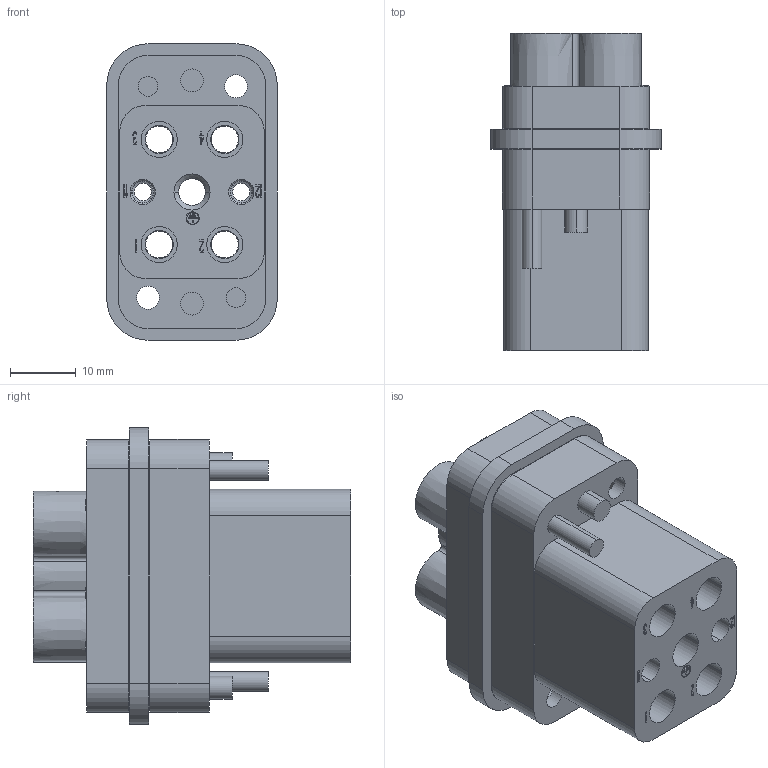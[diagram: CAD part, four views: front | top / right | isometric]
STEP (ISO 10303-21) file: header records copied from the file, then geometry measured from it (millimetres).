
FILE_DESCRIPTION((''),'2;1');
FILE_NAME('HQ-004_2-MC','2017-09-15T',('tl.yang'),(''),'PRO/ENGINEER BY PARAMETRIC TECHNOLOGY CORPORATION, 2011500','PRO/ENGINEER BY PARAMETRIC TECHNOLOGY CORPORATION, 2011500','');
FILE_SCHEMA(('CONFIG_CONTROL_DESIGN'));
Length unit declared in the file: millimetre
Products named in the file (1): HQ-004_2-MC
Bounding box: 25.95 x 48.3 x 45.15 mm (x, y, z)
Volume: 17864.7 mm3; surface area: 17552.2 mm2
Topology: 2 solids, 6 shells, 602 faces, 1637 edges, 1102 vertices
Faces by surface type: plane 368, cylinder 98, cone 74, extrusion 62
Entity records: 19422 total; most frequent: CARTESIAN_POINT 3964, ORIENTED_EDGE 3274, DIRECTION 3027, EDGE_CURVE 1637, VECTOR 1183, LINE 1121, VERTEX_POINT 1102, AXIS2_PLACEMENT_3D 922
